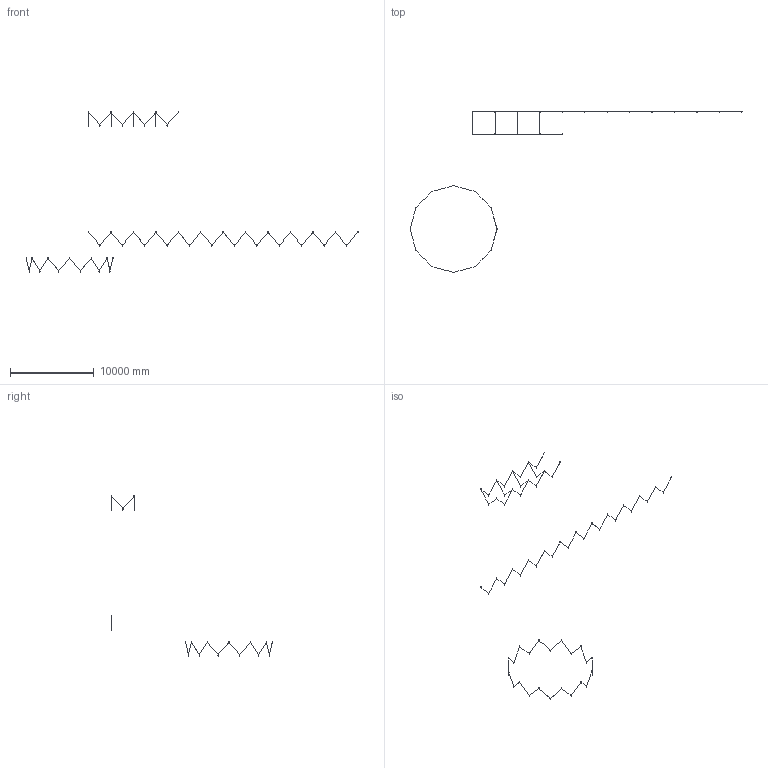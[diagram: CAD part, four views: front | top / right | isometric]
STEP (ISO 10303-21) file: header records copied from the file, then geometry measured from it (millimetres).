
FILE_DESCRIPTION(/* description */ (''),/* implementation_level */ '2;1');
FILE_NAME(/* name */ '1744.172_ALADINO',/* time_stamp */ '2023-01-18T17:56:53+01:00',/* author */ (''),/* organization */ (''),/* preprocessor_version */ 'ST-DEVELOPER v16.5',/* originating_system */ 'Rhino 7.15',/* authorisation */ '');
FILE_SCHEMA (('CONFIG_CONTROL_DESIGN'));
Length unit declared in the file: millimetre
Products named in the file (1): Document
Bounding box: 39686.45 x 19232.65 x 19227.81 mm (x, y, z)
Volume: 8092800.1 mm3; surface area: 5666732.8 mm2
Topology: 108 solids, 252 shells, 792 faces, 1981 edges, 1477 vertices
Faces by surface type: cylinder 360, plane 216, bspline 216
Entity records: 23483 total; most frequent: CARTESIAN_POINT 13337, ORIENTED_EDGE 2520, EDGE_CURVE 1440, VERTEX_POINT 972, ADVANCED_FACE 792, FACE_OUTER_BOUND 792, EDGE_LOOP 792, DIRECTION 656
